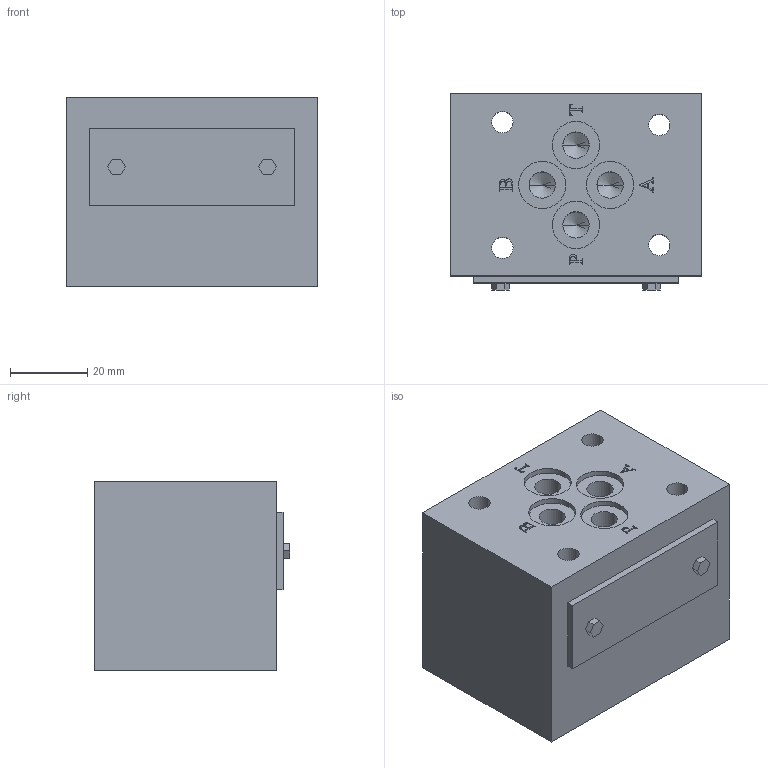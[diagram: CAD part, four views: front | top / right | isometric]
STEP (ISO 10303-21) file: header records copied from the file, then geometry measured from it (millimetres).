
FILE_DESCRIPTION (( 'STEP AP203' ), '1' );
FILE_NAME ('MDC-01-B-30.STEP', '2022-03-27T03:07:11', ( '' ), ( '' ), 'SwSTEP 2.0', 'SolidWorks 2019', '' );
FILE_SCHEMA (( 'CONFIG_CONTROL_DESIGN' ));
Length unit declared in the file: millimetre
Products named in the file (2): MDC-01-B-30
Bounding box: 65 x 50.6 x 49 mm (x, y, z)
Volume: 138544.2 mm3; surface area: 24721 mm2
Topology: 1 solids, 1 shells, 126 faces, 307 edges, 198 vertices
Faces by surface type: plane 69, cylinder 32, bspline 17, cone 8
Entity records: 4708 total; most frequent: CARTESIAN_POINT 1666, ORIENTED_EDGE 598, DIRECTION 551, EDGE_CURVE 299, LINE 201, VECTOR 201, VERTEX_POINT 198, AXIS2_PLACEMENT_3D 175
